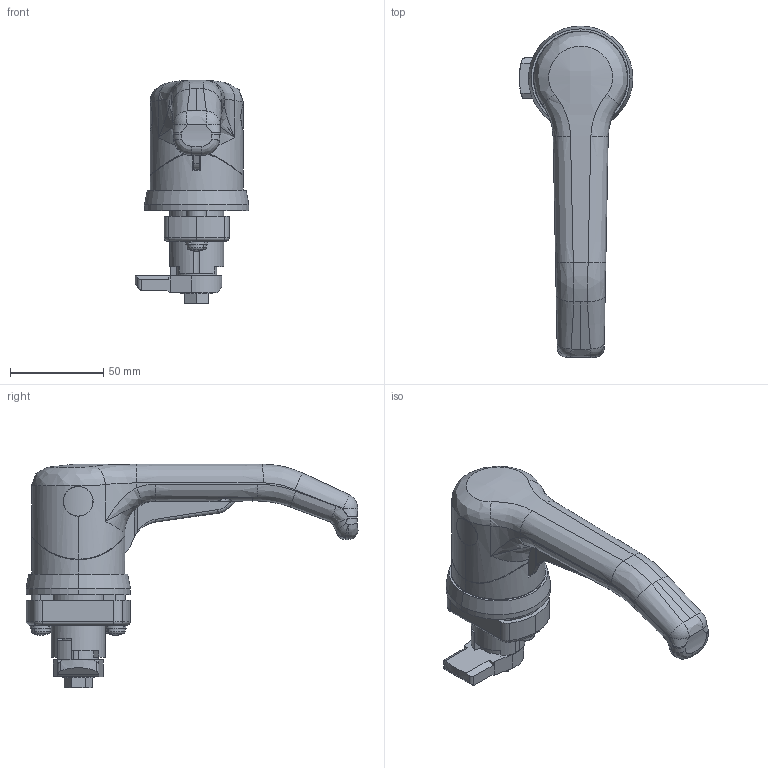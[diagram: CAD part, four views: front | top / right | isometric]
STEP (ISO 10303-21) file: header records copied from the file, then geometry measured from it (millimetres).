
FILE_DESCRIPTION (( 'STEP AP203' ), '1' );
FILE_NAME ('FA-681-T-1-2-R.STEP', '2021-07-25T23:29:36', ( '' ), ( '' ), 'SwSTEP 2.0', 'SolidWorks 2018', '' );
FILE_SCHEMA (( 'CONFIG_CONTROL_DESIGN' ));
Length unit declared in the file: millimetre
Products named in the file (20): FA-681-T-1-2-R_僴儞僪儖Assy_; FA-681-T-1-2-R_取付け座_; FA-681-T-1-2-R_十字穴付小ねじ_内径基準ver1.02__M6x14十字穴付なべ小ねじ(SUS)SWシングルセムス(P2); FA-681-T-1-2-R_トリガーカバー_; FA-681-T-1-2-R_ベース_; FA-681-T-1-2-R_スカート_; FA-681-T-1-2-R_主軸リング_; FA-681-T-1-2-R_カムストッパー_; FA-681-T-1-2-R; FA-681-T-1-2-R_ハブ_; FA-681-T-1-2-R_六角ボルト_; FA-681-T-1-2-R_主軸_; FA-681-T-1-2-R_止め金ワッシャー_; FA-681-T-1-2-R_ハンドル軸_; FA-681-T-1-2-R_ピンカバー_; FA-681-T-1-2-R_キャップ_; FA-681-T-1-2-R_止め金_; FA-681-T-1-2-R_ハンドル_; FA-681-T-1-2-R_トリガー_; FA-681-T-1-2-R_タッピンネジ_
Assembly tree (22 placements, depth 3):
  FA-681-T-1-2-R
    FA-681-T-1-2-R_ベース_
    FA-681-T-1-2-R_僴儞僪儖Assy_
      FA-681-T-1-2-R_ハンドル_
      FA-681-T-1-2-R_ピンカバー_
      FA-681-T-1-2-R_タッピンネジ_  x2
      FA-681-T-1-2-R_ハンドル軸_
      FA-681-T-1-2-R_キャップ_  x2
    FA-681-T-1-2-R_スカート_
    FA-681-T-1-2-R_ハブ_
    FA-681-T-1-2-R_主軸_
    FA-681-T-1-2-R_主軸リング_
    FA-681-T-1-2-R_カムストッパー_
    FA-681-T-1-2-R_止め金_
    FA-681-T-1-2-R_取付け座_
    FA-681-T-1-2-R_トリガー_
    FA-681-T-1-2-R_トリガーカバー_
    FA-681-T-1-2-R_六角ボルト_
    FA-681-T-1-2-R_止め金ワッシャー_
    FA-681-T-1-2-R_十字穴付小ねじ_内径基準ver1.02__M6x14十字穴付なべ小ねじ(SUS)SWシングルセムス(P2)  x2
Bounding box: 61 x 177.99 x 119.9 mm (x, y, z)
Volume: 201962.7 mm3; surface area: 88509.4 mm2
Topology: 21 solids, 21 shells, 713 faces, 1847 edges, 1180 vertices
Faces by surface type: plane 372, cylinder 228, bspline 59, cone 26, torus 17, sphere 11
Entity records: 26295 total; most frequent: CARTESIAN_POINT 8571, ORIENTED_EDGE 3346, DIRECTION 3141, EDGE_CURVE 1673, AXIS2_PLACEMENT_3D 1110, VERTEX_POINT 1074, VECTOR 921, LINE 921
